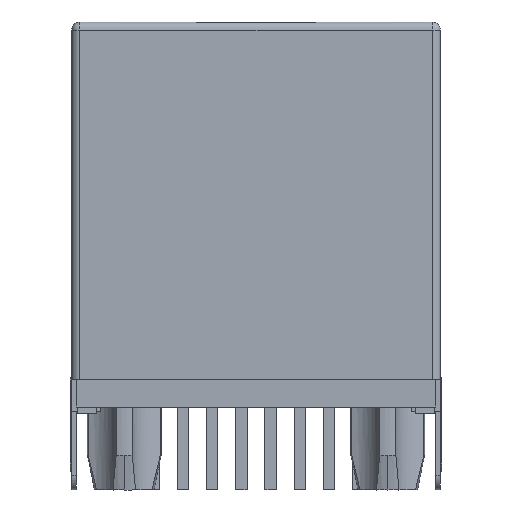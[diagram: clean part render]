
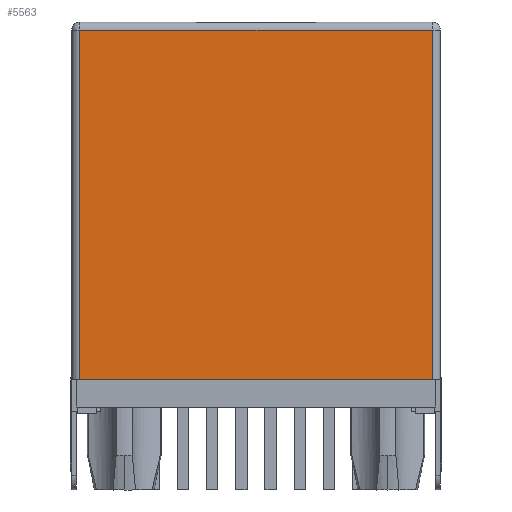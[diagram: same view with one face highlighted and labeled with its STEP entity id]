
A CAD part, front view. The second image highlights one B-rep face of the part: STEP entity #5563.
In plain terms, the highlighted planar face has unit normal (0, -1, 0).
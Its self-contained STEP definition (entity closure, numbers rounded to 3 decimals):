
#5550=AXIS2_PLACEMENT_3D('Plane Axis2P3D',#5547,#5548,#5549) ;
#4292=CARTESIAN_POINT('Vertex',(-15.65,-16.8,4.8)) ;
#4299=CARTESIAN_POINT('Vertex',(-0.35,-16.8,4.8)) ;
#4302=CARTESIAN_POINT('Line Origine',(-8.,-16.8,4.8)) ;
#4325=CARTESIAN_POINT('Line Origine',(-15.65,-16.8,20.253)) ;
#4329=CARTESIAN_POINT('Vertex',(-15.65,-16.8,19.95)) ;
#4867=CARTESIAN_POINT('Vertex',(-0.35,-16.8,19.95)) ;
#4870=CARTESIAN_POINT('Line Origine',(-0.35,-16.8,20.253)) ;
#5547=CARTESIAN_POINT('Axis2P3D Location',(-8.,-16.8,12.375)) ;
#5552=CARTESIAN_POINT('Line Origine',(-8.,-16.8,19.95)) ;
#4303=DIRECTION('Vector Direction',(-1.,0.,0.)) ;
#4326=DIRECTION('Vector Direction',(0.,0.,-1.)) ;
#4871=DIRECTION('Vector Direction',(0.,0.,-1.)) ;
#5548=DIRECTION('Axis2P3D Direction',(0.,1.,0.)) ;
#5549=DIRECTION('Axis2P3D XDirection',(0.,0.,1.)) ;
#5553=DIRECTION('Vector Direction',(-1.,0.,0.)) ;
#4304=VECTOR('Line Direction',#4303,1.) ;
#4327=VECTOR('Line Direction',#4326,1.) ;
#4872=VECTOR('Line Direction',#4871,1.) ;
#5554=VECTOR('Line Direction',#5553,1.) ;
#5558=ORIENTED_EDGE('',*,*,#4331,.T.) ;
#5559=ORIENTED_EDGE('',*,*,#4306,.F.) ;
#5560=ORIENTED_EDGE('',*,*,#4874,.T.) ;
#5561=ORIENTED_EDGE('',*,*,#5556,.T.) ;
#5563=ADVANCED_FACE('MANIFOLD_SOLID',(#5562),#5551,.F.) ;
#4306=EDGE_CURVE('',#4300,#4293,#4305,.T.) ;
#4331=EDGE_CURVE('',#4330,#4293,#4328,.T.) ;
#4874=EDGE_CURVE('',#4300,#4868,#4873,.F.) ;
#5556=EDGE_CURVE('',#4868,#4330,#5555,.T.) ;
#5557=EDGE_LOOP('',(#5558,#5559,#5560,#5561)) ;
#5562=FACE_OUTER_BOUND('',#5557,.T.) ;
#4305=LINE('Line',#4302,#4304) ;
#4328=LINE('Line',#4325,#4327) ;
#4873=LINE('Line',#4870,#4872) ;
#5555=LINE('Line',#5552,#5554) ;
#5551=PLANE('',#5550) ;
#4293=VERTEX_POINT('',#4292) ;
#4300=VERTEX_POINT('',#4299) ;
#4330=VERTEX_POINT('',#4329) ;
#4868=VERTEX_POINT('',#4867) ;
